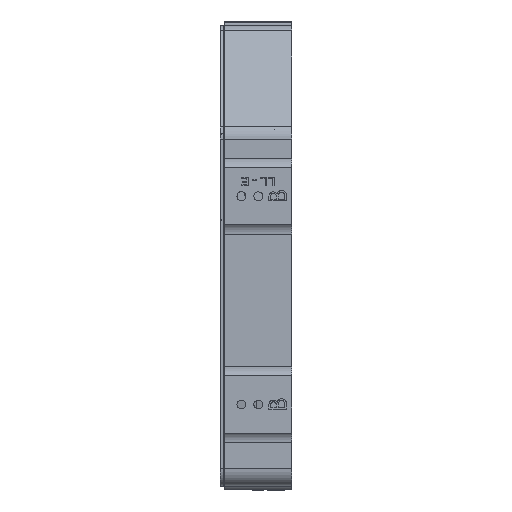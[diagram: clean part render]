
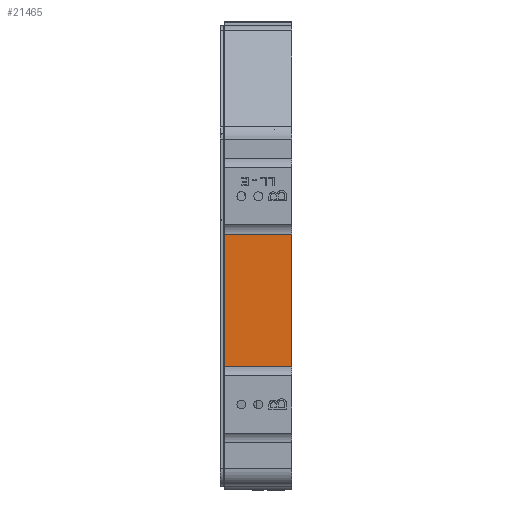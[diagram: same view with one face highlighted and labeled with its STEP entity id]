
A CAD part, left-side view. The second image highlights one B-rep face of the part: STEP entity #21465.
In plain terms, the highlighted planar face has unit normal (-1, 0, 0).
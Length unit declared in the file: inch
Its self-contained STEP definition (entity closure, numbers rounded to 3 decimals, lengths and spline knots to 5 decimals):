
#1015 = CARTESIAN_POINT ( 'NONE',  ( -5.5, 1.9, -0.43183 ) ) ;
#3099 = CARTESIAN_POINT ( 'NONE',  ( -5.5, 0., 1.62005 ) ) ;
#4665 = CARTESIAN_POINT ( 'NONE',  ( -5.5, 0., -0.43183 ) ) ;
#9865 = EDGE_CURVE ( 'NONE', #67201, #36264, #25207, .T. ) ;
#10152 = CARTESIAN_POINT ( 'NONE',  ( -5.5, 1.9, 1.62005 ) ) ;
#16612 = AXIS2_PLACEMENT_3D ( 'NONE', #55823, #77089, #34752 ) ;
#18644 = ORIENTED_EDGE ( 'NONE', *, *, #29076, .F. ) ;
#21465 = ADVANCED_FACE ( 'NONE', ( #54407 ), #27565, .T. ) ;
#22610 = ORIENTED_EDGE ( 'NONE', *, *, #56806, .T. ) ;
#22819 = DIRECTION ( 'NONE',  ( 0., -1., 0. ) ) ;
#25207 = LINE ( 'NONE', #1015, #44082 ) ;
#27451 = CARTESIAN_POINT ( 'NONE',  ( -5.5, 0., -2.12005 ) ) ;
#27565 = PLANE ( 'NONE',  #16612 ) ;
#29076 = EDGE_CURVE ( 'NONE', #35707, #67739, #38701, .T. ) ;
#34252 = VECTOR ( 'NONE', #68578, 39.37008 ) ;
#34752 = DIRECTION ( 'NONE',  ( 0., 0., 1. ) ) ;
#35707 = VERTEX_POINT ( 'NONE', #3099 ) ;
#36264 = VERTEX_POINT ( 'NONE', #45166 ) ;
#38386 = CARTESIAN_POINT ( 'NONE',  ( -5.5, 1.9, -2.12005 ) ) ;
#38701 = LINE ( 'NONE', #4665, #34252 ) ;
#44082 = VECTOR ( 'NONE', #50752, 39.37008 ) ;
#45166 = CARTESIAN_POINT ( 'NONE',  ( -5.5, 1.9, -2.12005 ) ) ;
#47753 = EDGE_CURVE ( 'NONE', #67201, #35707, #52107, .T. ) ;
#48118 = CARTESIAN_POINT ( 'NONE',  ( -5.5, 1.9, 1.62005 ) ) ;
#49882 = VECTOR ( 'NONE', #88288, 39.37008 ) ;
#50650 = ORIENTED_EDGE ( 'NONE', *, *, #47753, .F. ) ;
#50752 = DIRECTION ( 'NONE',  ( 0., 0., -1. ) ) ;
#52107 = LINE ( 'NONE', #10152, #49882 ) ;
#54407 = FACE_OUTER_BOUND ( 'NONE', #61445, .T. ) ;
#55823 = CARTESIAN_POINT ( 'NONE',  ( -5.5, 1.9, -0.43183 ) ) ;
#56806 = EDGE_CURVE ( 'NONE', #36264, #67739, #66091, .T. ) ;
#57724 = ORIENTED_EDGE ( 'NONE', *, *, #9865, .T. ) ;
#61445 = EDGE_LOOP ( 'NONE', ( #18644, #50650, #57724, #22610 ) ) ;
#66091 = LINE ( 'NONE', #38386, #82718 ) ;
#67201 = VERTEX_POINT ( 'NONE', #48118 ) ;
#67739 = VERTEX_POINT ( 'NONE', #27451 ) ;
#68578 = DIRECTION ( 'NONE',  ( 0., 0., -1. ) ) ;
#77089 = DIRECTION ( 'NONE',  ( -1., 0., 0. ) ) ;
#82718 = VECTOR ( 'NONE', #22819, 39.37008 ) ;
#88288 = DIRECTION ( 'NONE',  ( 0., -1., 0. ) ) ;
